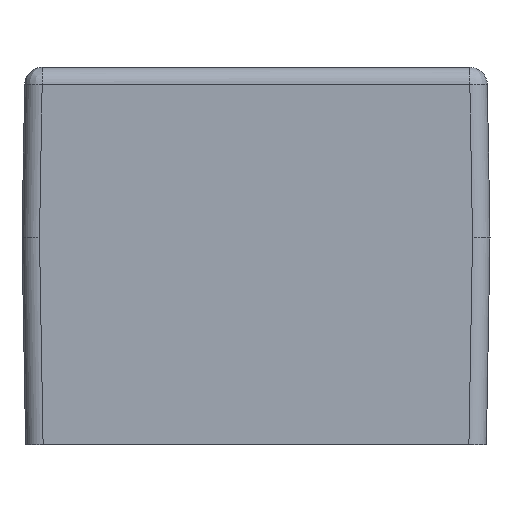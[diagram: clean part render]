
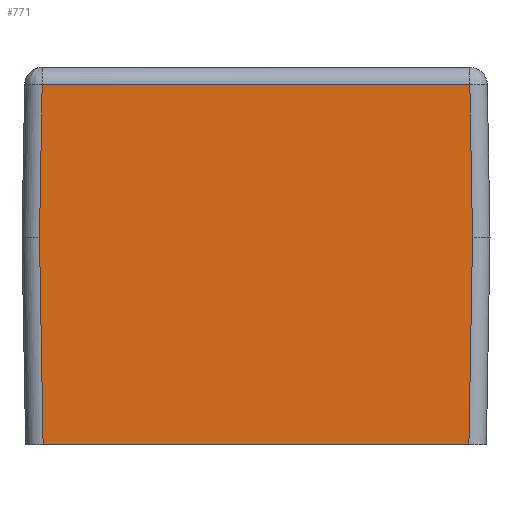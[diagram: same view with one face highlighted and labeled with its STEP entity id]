
A CAD part, left-side view. The second image highlights one B-rep face of the part: STEP entity #771.
In plain terms, the highlighted planar face has unit normal (-1, 0, 0).
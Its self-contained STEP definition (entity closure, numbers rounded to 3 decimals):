
#307=FACE_OUTER_BOUND('',#1869,.T.);
#771=ADVANCED_FACE('',(#307),#1236,.F.);
#1236=PLANE('',#8898);
#1869=EDGE_LOOP('',(#2967,#2968,#2969,#2970,#2971,#2972));
#2967=ORIENTED_EDGE('',*,*,#6129,.T.);
#2968=ORIENTED_EDGE('',*,*,#6177,.T.);
#2969=ORIENTED_EDGE('',*,*,#6131,.T.);
#2970=ORIENTED_EDGE('',*,*,#6178,.T.);
#2971=ORIENTED_EDGE('',*,*,#5711,.T.);
#2972=ORIENTED_EDGE('',*,*,#6179,.T.);
#4889=VERTEX_POINT('',#11917);
#4890=VERTEX_POINT('',#11919);
#5251=VERTEX_POINT('',#12736);
#5252=VERTEX_POINT('',#12738);
#5253=VERTEX_POINT('',#12742);
#5254=VERTEX_POINT('',#12743);
#5711=EDGE_CURVE('',#4890,#4889,#6947,.T.);
#6129=EDGE_CURVE('',#5252,#5251,#7360,.T.);
#6131=EDGE_CURVE('',#5253,#5254,#7361,.T.);
#6177=EDGE_CURVE('',#5251,#5253,#7401,.T.);
#6178=EDGE_CURVE('',#5254,#4890,#7402,.T.);
#6179=EDGE_CURVE('',#4889,#5252,#7403,.T.);
#6947=LINE('',#11918,#7920);
#7360=LINE('',#12737,#8333);
#7361=LINE('',#12741,#8334);
#7401=LINE('',#12827,#8374);
#7402=LINE('',#12828,#8375);
#7403=LINE('',#12829,#8376);
#7920=VECTOR('',#9565,1.);
#8333=VECTOR('',#10066,1.);
#8334=VECTOR('',#10071,1.);
#8374=VECTOR('',#10147,1.);
#8375=VECTOR('',#10148,1.);
#8376=VECTOR('',#10149,1.);
#8898=AXIS2_PLACEMENT_3D('',#12830,#10150,#10151);
#9565=DIRECTION('',(0.,-1.,0.));
#10066=DIRECTION('',(0.,0.017,1.));
#10071=DIRECTION('',(0.,0.017,-1.));
#10147=DIRECTION('',(0.,1.,0.));
#10148=DIRECTION('',(0.,-0.017,-1.));
#10149=DIRECTION('',(0.,-0.017,1.));
#10150=DIRECTION('',(1.,0.,0.));
#10151=DIRECTION('',(0.,0.,-1.));
#11917=CARTESIAN_POINT('',(-754.318,75.825,2.615));
#11918=CARTESIAN_POINT('',(-754.318,80.229,2.615));
#11919=CARTESIAN_POINT('',(-754.318,100.072,2.615));
#12736=CARTESIAN_POINT('',(-754.318,75.77,23.115));
#12737=CARTESIAN_POINT('',(-754.318,75.77,23.097));
#12738=CARTESIAN_POINT('',(-754.318,75.619,14.421));
#12741=CARTESIAN_POINT('',(-754.318,100.104,24.418));
#12742=CARTESIAN_POINT('',(-754.318,100.126,23.115));
#12743=CARTESIAN_POINT('',(-754.318,100.278,14.421));
#12827=CARTESIAN_POINT('',(-754.318,100.109,23.115));
#12828=CARTESIAN_POINT('',(-754.318,100.339,17.919));
#12829=CARTESIAN_POINT('',(-754.318,75.565,17.489));
#12830=CARTESIAN_POINT('',(-754.318,100.273,17.921));
